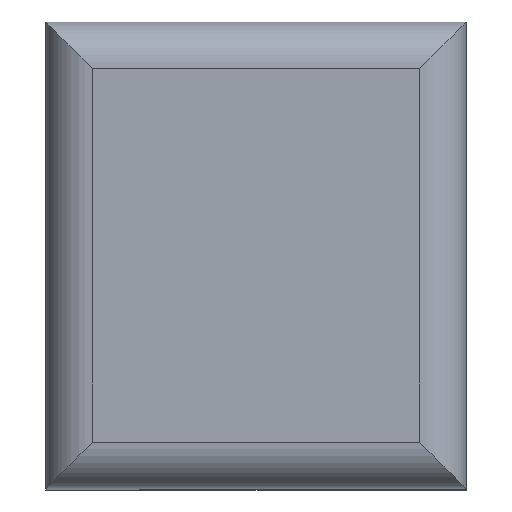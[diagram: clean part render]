
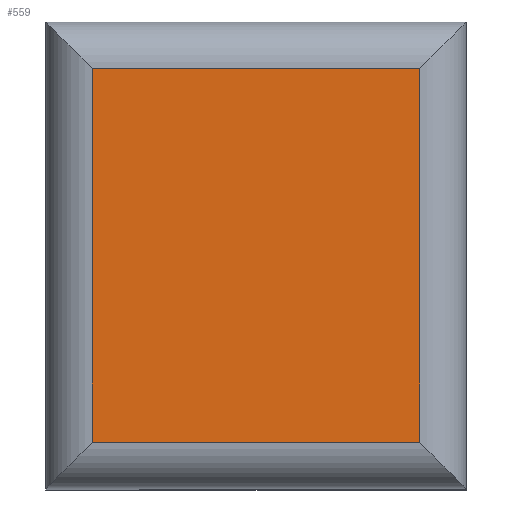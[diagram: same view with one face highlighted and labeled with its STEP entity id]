
A CAD part, top view. The second image highlights one B-rep face of the part: STEP entity #559.
In plain terms, the highlighted planar face has unit normal (0, 0, 1).
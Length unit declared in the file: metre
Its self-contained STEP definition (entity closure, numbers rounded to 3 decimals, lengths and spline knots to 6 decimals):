
#130=ORIENTED_EDGE('',*,*,#277,.T.);
#131=ORIENTED_EDGE('',*,*,#278,.T.);
#132=ORIENTED_EDGE('',*,*,#279,.T.);
#133=ORIENTED_EDGE('',*,*,#280,.T.);
#277=EDGE_CURVE('',#349,#350,#396,.F.);
#278=EDGE_CURVE('',#350,#351,#397,.T.);
#279=EDGE_CURVE('',#351,#352,#398,.F.);
#280=EDGE_CURVE('',#352,#349,#399,.F.);
#349=VERTEX_POINT('',#959);
#350=VERTEX_POINT('',#960);
#351=VERTEX_POINT('',#962);
#352=VERTEX_POINT('',#964);
#396=LINE('',#958,#438);
#397=LINE('',#961,#439);
#398=LINE('',#963,#440);
#399=LINE('',#965,#441);
#438=VECTOR('',#745,1.);
#439=VECTOR('',#746,1.);
#440=VECTOR('',#747,1.);
#441=VECTOR('',#748,1.);
#463=EDGE_LOOP('',(#130,#131,#132,#133));
#507=FACE_BOUND('',#463,.T.);
#545=PLANE('',#618);
#559=ADVANCED_FACE('',(#507),#545,.T.);
#618=AXIS2_PLACEMENT_3D('',#957,#743,#744);
#743=DIRECTION('',(0.,0.,1.));
#744=DIRECTION('',(1.,0.,0.));
#745=DIRECTION('',(0.,-1.,0.));
#746=DIRECTION('',(-1.,0.,0.));
#747=DIRECTION('',(0.,1.,0.));
#748=DIRECTION('',(-1.,0.,0.));
#957=CARTESIAN_POINT('',(-0.004994,0.01,0.0305));
#958=CARTESIAN_POINT('',(0.002011,0.01,0.0305));
#959=CARTESIAN_POINT('',(0.002011,0.002,0.0305));
#960=CARTESIAN_POINT('',(0.002011,0.018,0.0305));
#961=CARTESIAN_POINT('',(-0.014,0.018,0.0305));
#962=CARTESIAN_POINT('',(-0.012,0.018,0.0305));
#963=CARTESIAN_POINT('',(-0.012,0.01,0.0305));
#964=CARTESIAN_POINT('',(-0.012,0.002,0.0305));
#965=CARTESIAN_POINT('',(-0.004994,0.002,0.0305));
